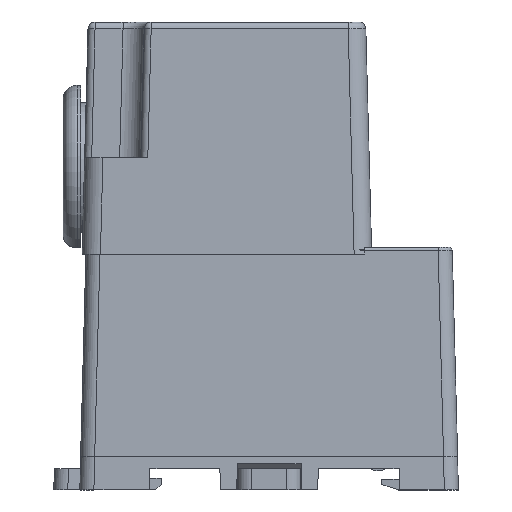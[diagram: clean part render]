
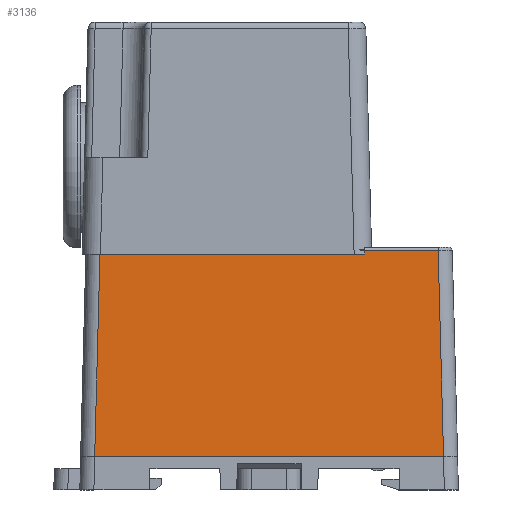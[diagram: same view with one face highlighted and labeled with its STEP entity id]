
A CAD part, left-side view. The second image highlights one B-rep face of the part: STEP entity #3136.
In plain terms, the highlighted planar face has unit normal (-1, 0, 0.026).
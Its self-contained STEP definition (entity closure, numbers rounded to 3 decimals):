
#1603=PLANE('',#31957);
#3136=ADVANCED_FACE('',(#4989),#1603,.T.);
#4989=FACE_OUTER_BOUND('',#6581,.T.);
#6581=EDGE_LOOP('',(#16971,#16972,#16973,#16974));
#8743=LINE('',#48977,#12342);
#8976=LINE('',#49498,#12575);
#8977=LINE('',#49500,#12576);
#8978=LINE('',#49502,#12577);
#12342=VECTOR('',#34982,1.);
#12575=VECTOR('',#35321,1.);
#12576=VECTOR('',#35322,1.);
#12577=VECTOR('',#35323,1.);
#16971=ORIENTED_EDGE('',*,*,#27749,.T.);
#16972=ORIENTED_EDGE('',*,*,#27750,.T.);
#16973=ORIENTED_EDGE('',*,*,#27751,.T.);
#16974=ORIENTED_EDGE('',*,*,#27494,.F.);
#24493=VERTEX_POINT('',#48976);
#24494=VERTEX_POINT('',#48978);
#24729=VERTEX_POINT('',#49499);
#24730=VERTEX_POINT('',#49501);
#27494=EDGE_CURVE('',#24493,#24494,#8743,.T.);
#27749=EDGE_CURVE('',#24493,#24729,#8976,.T.);
#27750=EDGE_CURVE('',#24729,#24730,#8977,.T.);
#27751=EDGE_CURVE('',#24730,#24494,#8978,.T.);
#31957=AXIS2_PLACEMENT_3D('',#49503,#35324,#35325);
#34982=DIRECTION('',(0.,1.,0.));
#35321=DIRECTION('',(0.026,0.026,0.999));
#35322=DIRECTION('',(0.,1.,0.));
#35323=DIRECTION('',(-0.026,0.026,-0.999));
#35324=DIRECTION('',(-1.,0.,0.026));
#35325=DIRECTION('',(0.026,0.,1.));
#48976=CARTESIAN_POINT('',(173.899,94.371,-64.));
#48977=CARTESIAN_POINT('',(173.899,145.856,-64.));
#48978=CARTESIAN_POINT('',(173.899,143.941,-64.));
#49498=CARTESIAN_POINT('',(173.95,94.422,-62.066));
#49499=CARTESIAN_POINT('',(174.664,95.136,-34.787));
#49500=CARTESIAN_POINT('',(174.664,143.163,-34.787));
#49501=CARTESIAN_POINT('',(174.664,143.176,-34.787));
#49502=CARTESIAN_POINT('',(173.932,143.908,-62.752));
#49503=CARTESIAN_POINT('',(173.933,118.656,-62.7));
